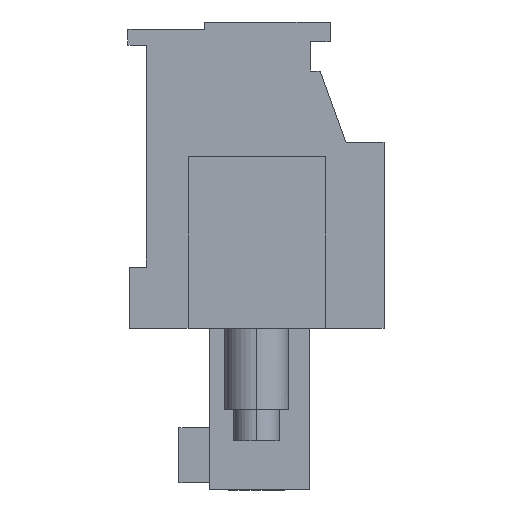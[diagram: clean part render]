
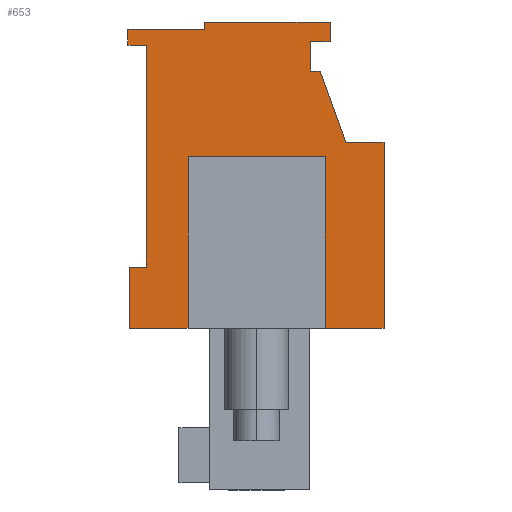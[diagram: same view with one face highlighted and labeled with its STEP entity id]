
A CAD part, left-side view. The second image highlights one B-rep face of the part: STEP entity #653.
In plain terms, the highlighted planar face has unit normal (-1, 0, 0).
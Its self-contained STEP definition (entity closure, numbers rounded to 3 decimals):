
#505=AXIS2_PLACEMENT_3D('Plane Axis2P3D',#502,#503,#504) ;
#42=CARTESIAN_POINT('Vertex',(4.8,3.,18.3)) ;
#45=CARTESIAN_POINT('Line Origine',(4.8,3.,17.7)) ;
#49=CARTESIAN_POINT('Vertex',(4.8,3.,17.1)) ;
#76=CARTESIAN_POINT('Line Origine',(4.8,2.6,18.3)) ;
#80=CARTESIAN_POINT('Vertex',(4.8,2.2,18.3)) ;
#502=CARTESIAN_POINT('Axis2P3D Location',(4.8,5.2,6.6)) ;
#507=CARTESIAN_POINT('Line Origine',(4.8,1.2,6.6)) ;
#511=CARTESIAN_POINT('Vertex',(4.8,0.,6.6)) ;
#513=CARTESIAN_POINT('Vertex',(4.8,2.4,6.6)) ;
#516=CARTESIAN_POINT('Line Origine',(4.8,0.,10.4)) ;
#520=CARTESIAN_POINT('Vertex',(4.8,0.,14.2)) ;
#523=CARTESIAN_POINT('Line Origine',(4.8,0.775,14.2)) ;
#527=CARTESIAN_POINT('Vertex',(4.8,1.55,14.2)) ;
#530=CARTESIAN_POINT('Line Origine',(4.8,2.078,15.65)) ;
#534=CARTESIAN_POINT('Vertex',(4.8,2.606,17.1)) ;
#537=CARTESIAN_POINT('Line Origine',(4.8,2.803,17.1)) ;
#542=CARTESIAN_POINT('Line Origine',(4.8,2.2,18.7)) ;
#546=CARTESIAN_POINT('Vertex',(4.8,2.2,19.1)) ;
#549=CARTESIAN_POINT('Line Origine',(4.8,4.76,19.1)) ;
#553=CARTESIAN_POINT('Vertex',(4.8,7.32,19.1)) ;
#556=CARTESIAN_POINT('Line Origine',(4.8,7.32,18.95)) ;
#560=CARTESIAN_POINT('Vertex',(4.8,7.32,18.8)) ;
#563=CARTESIAN_POINT('Line Origine',(4.8,8.885,18.8)) ;
#567=CARTESIAN_POINT('Vertex',(4.8,10.45,18.8)) ;
#570=CARTESIAN_POINT('Line Origine',(4.8,10.45,18.475)) ;
#574=CARTESIAN_POINT('Vertex',(4.8,10.45,18.15)) ;
#577=CARTESIAN_POINT('Line Origine',(4.8,10.075,18.15)) ;
#581=CARTESIAN_POINT('Vertex',(4.8,9.7,18.15)) ;
#584=CARTESIAN_POINT('Line Origine',(4.8,9.7,13.625)) ;
#588=CARTESIAN_POINT('Vertex',(4.8,9.7,9.1)) ;
#591=CARTESIAN_POINT('Line Origine',(4.8,10.05,9.1)) ;
#595=CARTESIAN_POINT('Vertex',(4.8,10.4,9.1)) ;
#598=CARTESIAN_POINT('Line Origine',(4.8,10.4,7.85)) ;
#602=CARTESIAN_POINT('Vertex',(4.8,10.4,6.6)) ;
#605=CARTESIAN_POINT('Line Origine',(4.8,9.2,6.6)) ;
#609=CARTESIAN_POINT('Vertex',(4.8,8.,6.6)) ;
#612=CARTESIAN_POINT('Line Origine',(4.8,8.,10.1)) ;
#616=CARTESIAN_POINT('Vertex',(4.8,8.,13.6)) ;
#619=CARTESIAN_POINT('Line Origine',(4.8,5.2,13.6)) ;
#623=CARTESIAN_POINT('Vertex',(4.8,2.4,13.6)) ;
#626=CARTESIAN_POINT('Line Origine',(4.8,2.4,10.1)) ;
#46=DIRECTION('Vector Direction',(0.,0.,1.)) ;
#77=DIRECTION('Vector Direction',(0.,1.,0.)) ;
#503=DIRECTION('Axis2P3D Direction',(-1.,0.,0.)) ;
#504=DIRECTION('Axis2P3D XDirection',(0.,-1.,0.)) ;
#508=DIRECTION('Vector Direction',(0.,1.,0.)) ;
#517=DIRECTION('Vector Direction',(0.,0.,-1.)) ;
#524=DIRECTION('Vector Direction',(0.,1.,0.)) ;
#531=DIRECTION('Vector Direction',(0.,0.342,0.94)) ;
#538=DIRECTION('Vector Direction',(0.,1.,0.)) ;
#543=DIRECTION('Vector Direction',(0.,0.,1.)) ;
#550=DIRECTION('Vector Direction',(0.,1.,0.)) ;
#557=DIRECTION('Vector Direction',(0.,0.,1.)) ;
#564=DIRECTION('Vector Direction',(0.,1.,0.)) ;
#571=DIRECTION('Vector Direction',(0.,0.,-1.)) ;
#578=DIRECTION('Vector Direction',(0.,-1.,0.)) ;
#585=DIRECTION('Vector Direction',(0.,0.,-1.)) ;
#592=DIRECTION('Vector Direction',(0.,-1.,0.)) ;
#599=DIRECTION('Vector Direction',(0.,0.,1.)) ;
#606=DIRECTION('Vector Direction',(0.,1.,0.)) ;
#613=DIRECTION('Vector Direction',(0.,0.,-1.)) ;
#620=DIRECTION('Vector Direction',(0.,-1.,0.)) ;
#627=DIRECTION('Vector Direction',(0.,0.,-1.)) ;
#47=VECTOR('Line Direction',#46,1.) ;
#78=VECTOR('Line Direction',#77,1.) ;
#509=VECTOR('Line Direction',#508,1.) ;
#518=VECTOR('Line Direction',#517,1.) ;
#525=VECTOR('Line Direction',#524,1.) ;
#532=VECTOR('Line Direction',#531,1.) ;
#539=VECTOR('Line Direction',#538,1.) ;
#544=VECTOR('Line Direction',#543,1.) ;
#551=VECTOR('Line Direction',#550,1.) ;
#558=VECTOR('Line Direction',#557,1.) ;
#565=VECTOR('Line Direction',#564,1.) ;
#572=VECTOR('Line Direction',#571,1.) ;
#579=VECTOR('Line Direction',#578,1.) ;
#586=VECTOR('Line Direction',#585,1.) ;
#593=VECTOR('Line Direction',#592,1.) ;
#600=VECTOR('Line Direction',#599,1.) ;
#607=VECTOR('Line Direction',#606,1.) ;
#614=VECTOR('Line Direction',#613,1.) ;
#621=VECTOR('Line Direction',#620,1.) ;
#628=VECTOR('Line Direction',#627,1.) ;
#632=ORIENTED_EDGE('',*,*,#515,.F.) ;
#633=ORIENTED_EDGE('',*,*,#522,.F.) ;
#634=ORIENTED_EDGE('',*,*,#529,.T.) ;
#635=ORIENTED_EDGE('',*,*,#536,.T.) ;
#636=ORIENTED_EDGE('',*,*,#541,.T.) ;
#637=ORIENTED_EDGE('',*,*,#51,.T.) ;
#638=ORIENTED_EDGE('',*,*,#82,.F.) ;
#639=ORIENTED_EDGE('',*,*,#548,.T.) ;
#640=ORIENTED_EDGE('',*,*,#555,.T.) ;
#641=ORIENTED_EDGE('',*,*,#562,.F.) ;
#642=ORIENTED_EDGE('',*,*,#569,.T.) ;
#643=ORIENTED_EDGE('',*,*,#576,.T.) ;
#644=ORIENTED_EDGE('',*,*,#583,.T.) ;
#645=ORIENTED_EDGE('',*,*,#590,.T.) ;
#646=ORIENTED_EDGE('',*,*,#597,.F.) ;
#647=ORIENTED_EDGE('',*,*,#604,.F.) ;
#648=ORIENTED_EDGE('',*,*,#611,.F.) ;
#649=ORIENTED_EDGE('',*,*,#618,.F.) ;
#650=ORIENTED_EDGE('',*,*,#625,.T.) ;
#651=ORIENTED_EDGE('',*,*,#630,.T.) ;
#653=ADVANCED_FACE('HOUSING',(#652),#506,.T.) ;
#51=EDGE_CURVE('',#50,#43,#48,.T.) ;
#82=EDGE_CURVE('',#81,#43,#79,.T.) ;
#515=EDGE_CURVE('',#512,#514,#510,.T.) ;
#522=EDGE_CURVE('',#521,#512,#519,.T.) ;
#529=EDGE_CURVE('',#521,#528,#526,.T.) ;
#536=EDGE_CURVE('',#528,#535,#533,.T.) ;
#541=EDGE_CURVE('',#535,#50,#540,.T.) ;
#548=EDGE_CURVE('',#81,#547,#545,.T.) ;
#555=EDGE_CURVE('',#547,#554,#552,.T.) ;
#562=EDGE_CURVE('',#561,#554,#559,.T.) ;
#569=EDGE_CURVE('',#561,#568,#566,.T.) ;
#576=EDGE_CURVE('',#568,#575,#573,.T.) ;
#583=EDGE_CURVE('',#575,#582,#580,.T.) ;
#590=EDGE_CURVE('',#582,#589,#587,.T.) ;
#597=EDGE_CURVE('',#596,#589,#594,.T.) ;
#604=EDGE_CURVE('',#603,#596,#601,.T.) ;
#611=EDGE_CURVE('',#610,#603,#608,.T.) ;
#618=EDGE_CURVE('',#617,#610,#615,.T.) ;
#625=EDGE_CURVE('',#617,#624,#622,.T.) ;
#630=EDGE_CURVE('',#624,#514,#629,.T.) ;
#631=EDGE_LOOP('',(#632,#633,#634,#635,#636,#637,#638,#639,#640,#641,#642,#643,#644,#645,#646,#647,#648,#649,#650,#651)) ;
#652=FACE_OUTER_BOUND('',#631,.T.) ;
#48=LINE('Line',#45,#47) ;
#79=LINE('Line',#76,#78) ;
#510=LINE('Line',#507,#509) ;
#519=LINE('Line',#516,#518) ;
#526=LINE('Line',#523,#525) ;
#533=LINE('Line',#530,#532) ;
#540=LINE('Line',#537,#539) ;
#545=LINE('Line',#542,#544) ;
#552=LINE('Line',#549,#551) ;
#559=LINE('Line',#556,#558) ;
#566=LINE('Line',#563,#565) ;
#573=LINE('Line',#570,#572) ;
#580=LINE('Line',#577,#579) ;
#587=LINE('Line',#584,#586) ;
#594=LINE('Line',#591,#593) ;
#601=LINE('Line',#598,#600) ;
#608=LINE('Line',#605,#607) ;
#615=LINE('Line',#612,#614) ;
#622=LINE('Line',#619,#621) ;
#629=LINE('Line',#626,#628) ;
#506=PLANE('',#505) ;
#43=VERTEX_POINT('',#42) ;
#50=VERTEX_POINT('',#49) ;
#81=VERTEX_POINT('',#80) ;
#512=VERTEX_POINT('',#511) ;
#514=VERTEX_POINT('',#513) ;
#521=VERTEX_POINT('',#520) ;
#528=VERTEX_POINT('',#527) ;
#535=VERTEX_POINT('',#534) ;
#547=VERTEX_POINT('',#546) ;
#554=VERTEX_POINT('',#553) ;
#561=VERTEX_POINT('',#560) ;
#568=VERTEX_POINT('',#567) ;
#575=VERTEX_POINT('',#574) ;
#582=VERTEX_POINT('',#581) ;
#589=VERTEX_POINT('',#588) ;
#596=VERTEX_POINT('',#595) ;
#603=VERTEX_POINT('',#602) ;
#610=VERTEX_POINT('',#609) ;
#617=VERTEX_POINT('',#616) ;
#624=VERTEX_POINT('',#623) ;
